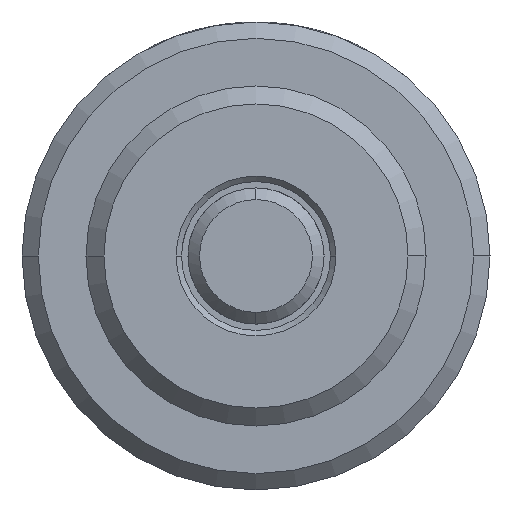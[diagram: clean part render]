
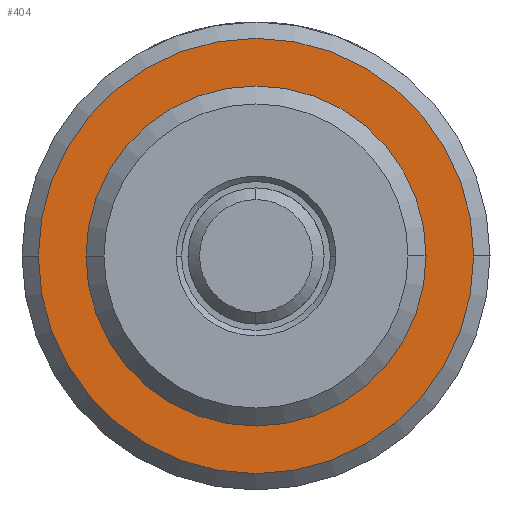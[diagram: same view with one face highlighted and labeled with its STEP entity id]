
A CAD part, left-side view. The second image highlights one B-rep face of the part: STEP entity #404.
In plain terms, the highlighted planar face has unit normal (-1, 0, 0).
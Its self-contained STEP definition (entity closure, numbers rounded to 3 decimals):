
#28 = VERTEX_POINT ( 'NONE', #4375 ) ;
#65 = DIRECTION ( 'NONE',  ( 1., 0., 0. ) ) ;
#139 = CIRCLE ( 'NONE', #4841, 10.16 ) ;
#153 = EDGE_CURVE ( 'NONE', #4938, #2790, #139, .T. ) ;
#276 = DIRECTION ( 'NONE',  ( 0., 0., -1. ) ) ;
#310 = CARTESIAN_POINT ( 'NONE',  ( 12.7, 0., 0. ) ) ;
#357 = DIRECTION ( 'NONE',  ( 1., 0., 0. ) ) ;
#404 = ADVANCED_FACE ( 'NONE', ( #1562, #1974 ), #4020, .F. ) ;
#663 = CARTESIAN_POINT ( 'NONE',  ( 12.7, 0., 10.16 ) ) ;
#969 = ORIENTED_EDGE ( 'NONE', *, *, #2022, .F. ) ;
#1562 = FACE_OUTER_BOUND ( 'NONE', #1969, .T. ) ;
#1698 = CARTESIAN_POINT ( 'NONE',  ( 12.7, 0., 7.906 ) ) ;
#1762 = CARTESIAN_POINT ( 'NONE',  ( 12.7, 0., 0. ) ) ;
#1939 = CIRCLE ( 'NONE', #4370, 7.906 ) ;
#1969 = EDGE_LOOP ( 'NONE', ( #3398, #969 ) ) ;
#1974 = FACE_BOUND ( 'NONE', #2732, .T. ) ;
#1980 = DIRECTION ( 'NONE',  ( 1., 0., 0. ) ) ;
#2022 = EDGE_CURVE ( 'NONE', #2790, #4938, #2212, .T. ) ;
#2058 = DIRECTION ( 'NONE',  ( 0., 0., -1. ) ) ;
#2212 = CIRCLE ( 'NONE', #3691, 10.16 ) ;
#2322 = EDGE_CURVE ( 'NONE', #3370, #28, #4898, .T. ) ;
#2354 = CARTESIAN_POINT ( 'NONE',  ( 12.7, 0., -10.16 ) ) ;
#2732 = EDGE_LOOP ( 'NONE', ( #4794, #4939 ) ) ;
#2790 = VERTEX_POINT ( 'NONE', #2354 ) ;
#2879 = DIRECTION ( 'NONE',  ( 0., 0., -1. ) ) ;
#3344 = EDGE_CURVE ( 'NONE', #28, #3370, #1939, .T. ) ;
#3370 = VERTEX_POINT ( 'NONE', #1698 ) ;
#3398 = ORIENTED_EDGE ( 'NONE', *, *, #153, .F. ) ;
#3634 = CARTESIAN_POINT ( 'NONE',  ( 12.7, 0., 0. ) ) ;
#3640 = DIRECTION ( 'NONE',  ( 0., 0., -1. ) ) ;
#3691 = AXIS2_PLACEMENT_3D ( 'NONE', #1762, #65, #5080 ) ;
#4020 = PLANE ( 'NONE',  #4460 ) ;
#4125 = CARTESIAN_POINT ( 'NONE',  ( 12.7, 0., 0. ) ) ;
#4193 = AXIS2_PLACEMENT_3D ( 'NONE', #310, #1980, #3640 ) ;
#4370 = AXIS2_PLACEMENT_3D ( 'NONE', #4125, #357, #2058 ) ;
#4375 = CARTESIAN_POINT ( 'NONE',  ( 12.7, 0., -7.906 ) ) ;
#4460 = AXIS2_PLACEMENT_3D ( 'NONE', #3634, #4917, #276 ) ;
#4794 = ORIENTED_EDGE ( 'NONE', *, *, #3344, .T. ) ;
#4841 = AXIS2_PLACEMENT_3D ( 'NONE', #5001, #5319, #2879 ) ;
#4898 = CIRCLE ( 'NONE', #4193, 7.906 ) ;
#4917 = DIRECTION ( 'NONE',  ( 1., 0., 0. ) ) ;
#4938 = VERTEX_POINT ( 'NONE', #663 ) ;
#4939 = ORIENTED_EDGE ( 'NONE', *, *, #2322, .T. ) ;
#5001 = CARTESIAN_POINT ( 'NONE',  ( 12.7, 0., 0. ) ) ;
#5080 = DIRECTION ( 'NONE',  ( 0., 0., -1. ) ) ;
#5319 = DIRECTION ( 'NONE',  ( 1., 0., 0. ) ) ;
